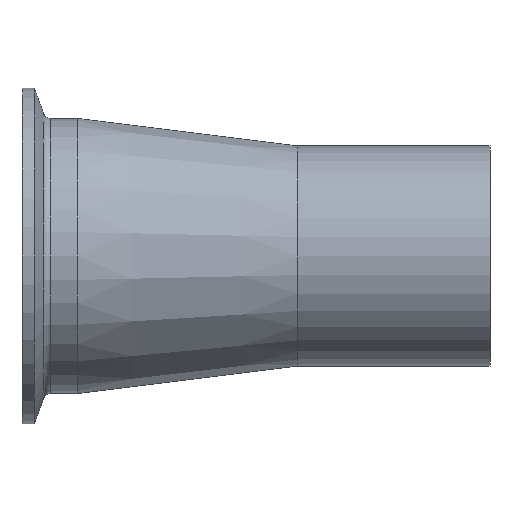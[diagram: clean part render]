
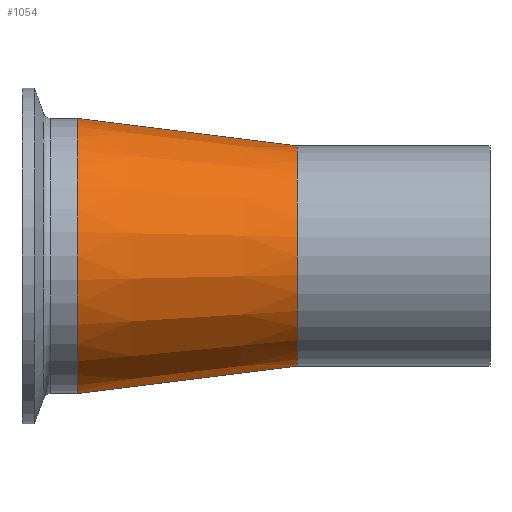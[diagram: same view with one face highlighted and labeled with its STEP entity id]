
A CAD part, left-side view. The second image highlights one B-rep face of the part: STEP entity #1054.
In plain terms, the highlighted conical face has half-angle 7.125 degrees and reference radius 25.4 mm.
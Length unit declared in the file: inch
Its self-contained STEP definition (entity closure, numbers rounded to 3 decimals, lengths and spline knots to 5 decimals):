
#27 = CARTESIAN_POINT ( 'NONE',  ( 0., 0., 0. ) ) ;
#42 = EDGE_CURVE ( 'NONE', #866, #437, #765, .T. ) ;
#74 = DIRECTION ( 'NONE',  ( 0., -1., 0. ) ) ;
#86 = CARTESIAN_POINT ( 'NONE',  ( 0., 0., 0. ) ) ;
#93 = VECTOR ( 'NONE', #861, 39.37008 ) ;
#175 = CONICAL_SURFACE ( 'NONE', #809, 1., 0.124 ) ;
#184 = AXIS2_PLACEMENT_3D ( 'NONE', #896, #391, #560 ) ;
#260 = FACE_OUTER_BOUND ( 'NONE', #534, .T. ) ;
#274 = DIRECTION ( 'NONE',  ( 0., 0., 1. ) ) ;
#379 = VECTOR ( 'NONE', #983, 39.37008 ) ;
#390 = VERTEX_POINT ( 'NONE', #1081 ) ;
#391 = DIRECTION ( 'NONE',  ( 0., 1., 0. ) ) ;
#404 = AXIS2_PLACEMENT_3D ( 'NONE', #86, #74, #574 ) ;
#437 = VERTEX_POINT ( 'NONE', #501 ) ;
#501 = CARTESIAN_POINT ( 'NONE',  ( 0., 2., 1.25 ) ) ;
#512 = EDGE_CURVE ( 'NONE', #390, #437, #669, .T. ) ;
#521 = VERTEX_POINT ( 'NONE', #610 ) ;
#534 = EDGE_LOOP ( 'NONE', ( #890, #968, #680, #897 ) ) ;
#539 = CIRCLE ( 'NONE', #404, 1. ) ;
#560 = DIRECTION ( 'NONE',  ( 0., 0., 1. ) ) ;
#574 = DIRECTION ( 'NONE',  ( 0., 0., -1. ) ) ;
#584 = CARTESIAN_POINT ( 'NONE',  ( 0., 2., -1.25 ) ) ;
#610 = CARTESIAN_POINT ( 'NONE',  ( 0., 0., -1. ) ) ;
#669 = LINE ( 'NONE', #1028, #93 ) ;
#672 = CARTESIAN_POINT ( 'NONE',  ( 0., 0., -1. ) ) ;
#680 = ORIENTED_EDGE ( 'NONE', *, *, #512, .T. ) ;
#704 = DIRECTION ( 'NONE',  ( 0., 1., 0. ) ) ;
#765 = CIRCLE ( 'NONE', #184, 1.25 ) ;
#806 = EDGE_CURVE ( 'NONE', #521, #866, #823, .T. ) ;
#809 = AXIS2_PLACEMENT_3D ( 'NONE', #27, #704, #274 ) ;
#823 = LINE ( 'NONE', #672, #379 ) ;
#847 = EDGE_CURVE ( 'NONE', #390, #521, #539, .T. ) ;
#861 = DIRECTION ( 'NONE',  ( 0., 0.992, 0.124 ) ) ;
#866 = VERTEX_POINT ( 'NONE', #584 ) ;
#890 = ORIENTED_EDGE ( 'NONE', *, *, #806, .F. ) ;
#896 = CARTESIAN_POINT ( 'NONE',  ( 0., 2., 0. ) ) ;
#897 = ORIENTED_EDGE ( 'NONE', *, *, #42, .F. ) ;
#968 = ORIENTED_EDGE ( 'NONE', *, *, #847, .F. ) ;
#983 = DIRECTION ( 'NONE',  ( 0., 0.992, -0.124 ) ) ;
#1028 = CARTESIAN_POINT ( 'NONE',  ( 0., 0., 1. ) ) ;
#1054 = ADVANCED_FACE ( 'NONE', ( #260 ), #175, .T. ) ;
#1081 = CARTESIAN_POINT ( 'NONE',  ( 0., 0., 1. ) ) ;
